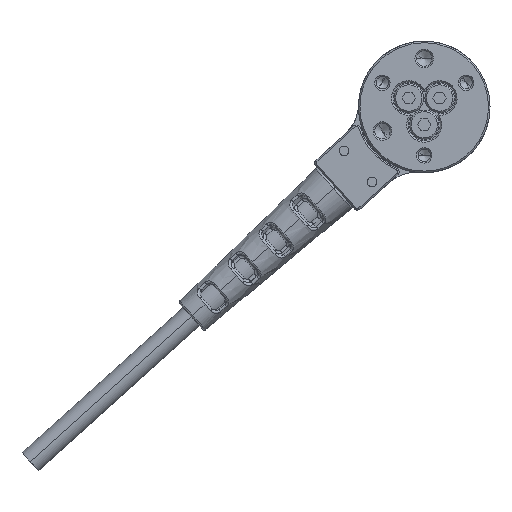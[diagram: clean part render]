
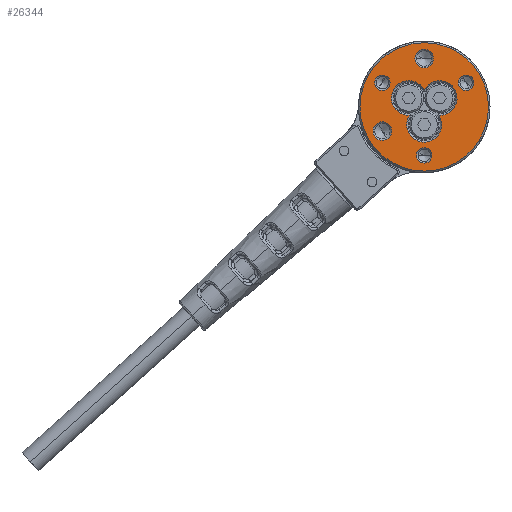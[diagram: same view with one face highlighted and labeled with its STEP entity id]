
A CAD part, front view. The second image highlights one B-rep face of the part: STEP entity #26344.
In plain terms, the highlighted planar face has unit normal (0, -1, 0).
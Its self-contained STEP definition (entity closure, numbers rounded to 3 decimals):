
#7062=CARTESIAN_POINT('',(0.,-9.2,0.));
#7063=DIRECTION('',(0.,-1.,0.));
#7064=DIRECTION('',(1.,0.,0.));
#7065=AXIS2_PLACEMENT_3D('',#7062,#7063,#7064);
#7067=CARTESIAN_POINT('',(0.,-9.2,0.));
#7068=DIRECTION('',(0.,-1.,0.));
#7069=DIRECTION('',(-1.,0.,0.));
#7070=AXIS2_PLACEMENT_3D('',#7067,#7068,#7069);
#7072=CARTESIAN_POINT('',(0.,-9.2,6.25));
#7073=DIRECTION('',(0.,1.,0.));
#7074=DIRECTION('',(1.,0.,0.));
#7075=AXIS2_PLACEMENT_3D('',#7072,#7073,#7074);
#7077=CARTESIAN_POINT('',(0.,-9.2,6.25));
#7078=DIRECTION('',(0.,1.,0.));
#7079=DIRECTION('',(-1.,0.,0.));
#7080=AXIS2_PLACEMENT_3D('',#7077,#7078,#7079);
#7082=CARTESIAN_POINT('',(-5.413,-9.2,-3.125));
#7083=DIRECTION('',(0.,1.,0.));
#7084=DIRECTION('',(-0.5,0.,0.866));
#7085=AXIS2_PLACEMENT_3D('',#7082,#7083,#7084);
#7087=CARTESIAN_POINT('',(-5.413,-9.2,-3.125));
#7088=DIRECTION('',(0.,1.,0.));
#7089=DIRECTION('',(0.5,0.,-0.866));
#7090=AXIS2_PLACEMENT_3D('',#7087,#7088,#7089);
#7092=CARTESIAN_POINT('',(0.,-9.2,0.));
#7093=DIRECTION('',(0.,1.,0.));
#7094=DIRECTION('',(-0.013,0.,1.));
#7095=AXIS2_PLACEMENT_3D('',#7092,#7093,#7094);
#7097=CARTESIAN_POINT('',(0.,-9.2,0.));
#7098=DIRECTION('',(0.,1.,0.));
#7099=DIRECTION('',(-0.86,0.,-0.511));
#7100=AXIS2_PLACEMENT_3D('',#7097,#7098,#7099);
#7102=CARTESIAN_POINT('',(0.,-9.2,0.));
#7103=DIRECTION('',(0.,1.,0.));
#7104=DIRECTION('',(0.872,0.,-0.489));
#7105=AXIS2_PLACEMENT_3D('',#7102,#7103,#7104);
#7107=CARTESIAN_POINT('',(-5.413,-9.2,3.125));
#7108=DIRECTION('',(0.,1.,0.));
#7109=DIRECTION('',(0.5,0.,0.866));
#7110=AXIS2_PLACEMENT_3D('',#7107,#7108,#7109);
#7112=CARTESIAN_POINT('',(-5.413,-9.2,3.125));
#7113=DIRECTION('',(0.,1.,0.));
#7114=DIRECTION('',(-0.5,0.,-0.866));
#7115=AXIS2_PLACEMENT_3D('',#7112,#7113,#7114);
#7117=CARTESIAN_POINT('',(0.,-9.2,-6.25));
#7118=DIRECTION('',(0.,1.,0.));
#7119=DIRECTION('',(-1.,0.,0.));
#7120=AXIS2_PLACEMENT_3D('',#7117,#7118,#7119);
#7122=CARTESIAN_POINT('',(0.,-9.2,-6.25));
#7123=DIRECTION('',(0.,1.,0.));
#7124=DIRECTION('',(1.,0.,0.));
#7125=AXIS2_PLACEMENT_3D('',#7122,#7123,#7124);
#7127=CARTESIAN_POINT('',(5.413,-9.2,3.125));
#7128=DIRECTION('',(0.,1.,0.));
#7129=DIRECTION('',(-0.5,0.,0.866));
#7130=AXIS2_PLACEMENT_3D('',#7127,#7128,#7129);
#7132=CARTESIAN_POINT('',(5.413,-9.2,3.125));
#7133=DIRECTION('',(0.,1.,0.));
#7134=DIRECTION('',(0.5,0.,-0.866));
#7135=AXIS2_PLACEMENT_3D('',#7132,#7133,#7134);
#7234=CARTESIAN_POINT('',(1.992,-9.2,1.15));
#7235=DIRECTION('',(0.,1.,0.));
#7236=DIRECTION('',(-0.872,0.,0.489));
#7237=AXIS2_PLACEMENT_3D('',#7234,#7235,#7236);
#7282=CARTESIAN_POINT('',(0.,-9.2,-2.3));
#7283=DIRECTION('',(0.,1.,0.));
#7284=DIRECTION('',(0.86,0.,0.511));
#7285=AXIS2_PLACEMENT_3D('',#7282,#7283,#7284);
#7331=CARTESIAN_POINT('',(-1.992,-9.2,1.15));
#7332=DIRECTION('',(0.,1.,0.));
#7333=DIRECTION('',(0.013,0.,-1.));
#7334=AXIS2_PLACEMENT_3D('',#7331,#7332,#7333);
#15208=CARTESIAN_POINT('',(1.2,-9.2,6.25));
#15209=CARTESIAN_POINT('',(-1.2,-9.2,6.25));
#15210=VERTEX_POINT('',#15208);
#15211=VERTEX_POINT('',#15209);
#15216=CARTESIAN_POINT('',(-6.013,-9.2,-2.086));
#15217=CARTESIAN_POINT('',(-4.813,-9.2,-4.164));
#15218=VERTEX_POINT('',#15216);
#15219=VERTEX_POINT('',#15217);
#15228=CARTESIAN_POINT('',(-1.963,-9.2,-1.1));
#15229=CARTESIAN_POINT('',(-0.029,-9.2,2.25));
#15230=VERTEX_POINT('',#15228);
#15231=VERTEX_POINT('',#15229);
#15236=CARTESIAN_POINT('',(0.029,-9.2,2.25));
#15237=CARTESIAN_POINT('',(1.963,-9.2,-1.1));
#15238=VERTEX_POINT('',#15236);
#15239=VERTEX_POINT('',#15237);
#15244=CARTESIAN_POINT('',(1.934,-9.2,-1.15));
#15245=CARTESIAN_POINT('',(-1.934,-9.2,-1.15));
#15246=VERTEX_POINT('',#15244);
#15247=VERTEX_POINT('',#15245);
#15260=CARTESIAN_POINT('',(-4.913,-9.2,3.991));
#15261=CARTESIAN_POINT('',(-5.913,-9.2,2.259));
#15262=VERTEX_POINT('',#15260);
#15263=VERTEX_POINT('',#15261);
#15268=CARTESIAN_POINT('',(-1.,-9.2,-6.25));
#15269=CARTESIAN_POINT('',(1.,-9.2,-6.25));
#15270=VERTEX_POINT('',#15268);
#15271=VERTEX_POINT('',#15269);
#15276=CARTESIAN_POINT('',(4.913,-9.2,3.991));
#15277=CARTESIAN_POINT('',(5.913,-9.2,2.259));
#15278=VERTEX_POINT('',#15276);
#15279=VERTEX_POINT('',#15277);
#15284=CARTESIAN_POINT('',(8.3,-9.2,0.));
#15285=CARTESIAN_POINT('',(-8.3,-9.2,0.));
#15286=VERTEX_POINT('',#15284);
#15287=VERTEX_POINT('',#15285);
#26290=CARTESIAN_POINT('',(0.,-9.2,0.));
#26291=DIRECTION('',(0.,-1.,0.));
#26292=DIRECTION('',(-1.,0.,0.));
#26293=AXIS2_PLACEMENT_3D('',#26290,#26291,#26292);
#26294=PLANE('',#26293);
#26295=ORIENTED_EDGE('',*,*,#26280,.F.);
#26297=ORIENTED_EDGE('',*,*,#26296,.F.);
#26298=EDGE_LOOP('',(#26295,#26297));
#26299=FACE_OUTER_BOUND('',#26298,.F.);
#26301=ORIENTED_EDGE('',*,*,#26300,.F.);
#26303=ORIENTED_EDGE('',*,*,#26302,.F.);
#26304=EDGE_LOOP('',(#26301,#26303));
#26305=FACE_BOUND('',#26304,.F.);
#26307=ORIENTED_EDGE('',*,*,#26306,.F.);
#26309=ORIENTED_EDGE('',*,*,#26308,.F.);
#26310=EDGE_LOOP('',(#26307,#26309));
#26311=FACE_BOUND('',#26310,.F.);
#26313=ORIENTED_EDGE('',*,*,#26312,.F.);
#26315=ORIENTED_EDGE('',*,*,#26314,.F.);
#26317=ORIENTED_EDGE('',*,*,#26316,.F.);
#26319=ORIENTED_EDGE('',*,*,#26318,.F.);
#26321=ORIENTED_EDGE('',*,*,#26320,.F.);
#26323=ORIENTED_EDGE('',*,*,#26322,.F.);
#26324=EDGE_LOOP('',(#26313,#26315,#26317,#26319,#26321,#26323));
#26325=FACE_BOUND('',#26324,.F.);
#26327=ORIENTED_EDGE('',*,*,#26326,.F.);
#26329=ORIENTED_EDGE('',*,*,#26328,.F.);
#26330=EDGE_LOOP('',(#26327,#26329));
#26331=FACE_BOUND('',#26330,.F.);
#26333=ORIENTED_EDGE('',*,*,#26332,.F.);
#26335=ORIENTED_EDGE('',*,*,#26334,.F.);
#26336=EDGE_LOOP('',(#26333,#26335));
#26337=FACE_BOUND('',#26336,.F.);
#26339=ORIENTED_EDGE('',*,*,#26338,.F.);
#26341=ORIENTED_EDGE('',*,*,#26340,.F.);
#26342=EDGE_LOOP('',(#26339,#26341));
#26343=FACE_BOUND('',#26342,.F.);
#26344=ADVANCED_FACE('',(#26299,#26305,#26311,#26325,#26331,#26337,#26343),
#26294,.T.);
#7066=CIRCLE('',#7065,8.3);
#7071=CIRCLE('',#7070,8.3);
#7076=CIRCLE('',#7075,1.2);
#7081=CIRCLE('',#7080,1.2);
#7086=CIRCLE('',#7085,1.2);
#7091=CIRCLE('',#7090,1.2);
#7096=CIRCLE('',#7095,2.25);
#7101=CIRCLE('',#7100,2.25);
#7106=CIRCLE('',#7105,2.25);
#7111=CIRCLE('',#7110,1.);
#7116=CIRCLE('',#7115,1.);
#7121=CIRCLE('',#7120,1.);
#7126=CIRCLE('',#7125,1.);
#7131=CIRCLE('',#7130,1.);
#7136=CIRCLE('',#7135,1.);
#7238=CIRCLE('',#7237,2.25);
#7286=CIRCLE('',#7285,2.25);
#7335=CIRCLE('',#7334,2.25);
#26280=EDGE_CURVE('',#15286,#15287,#7066,.T.);
#26296=EDGE_CURVE('',#15287,#15286,#7071,.T.);
#26300=EDGE_CURVE('',#15210,#15211,#7076,.T.);
#26302=EDGE_CURVE('',#15211,#15210,#7081,.T.);
#26306=EDGE_CURVE('',#15218,#15219,#7086,.T.);
#26308=EDGE_CURVE('',#15219,#15218,#7091,.T.);
#26312=EDGE_CURVE('',#15238,#15239,#7238,.T.);
#26314=EDGE_CURVE('',#15231,#15238,#7096,.T.);
#26316=EDGE_CURVE('',#15230,#15231,#7335,.T.);
#26318=EDGE_CURVE('',#15247,#15230,#7101,.T.);
#26320=EDGE_CURVE('',#15246,#15247,#7286,.T.);
#26322=EDGE_CURVE('',#15239,#15246,#7106,.T.);
#26326=EDGE_CURVE('',#15262,#15263,#7111,.T.);
#26328=EDGE_CURVE('',#15263,#15262,#7116,.T.);
#26332=EDGE_CURVE('',#15270,#15271,#7121,.T.);
#26334=EDGE_CURVE('',#15271,#15270,#7126,.T.);
#26338=EDGE_CURVE('',#15278,#15279,#7131,.T.);
#26340=EDGE_CURVE('',#15279,#15278,#7136,.T.);
